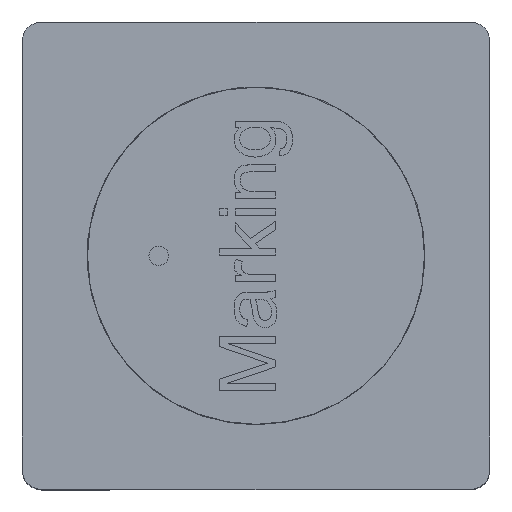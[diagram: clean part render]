
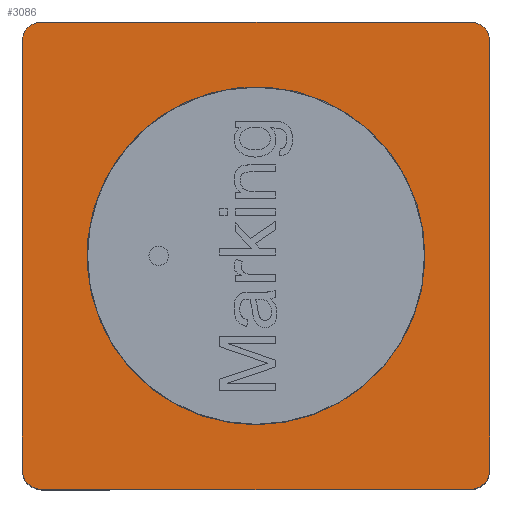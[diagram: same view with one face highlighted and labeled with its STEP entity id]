
A CAD part, top view. The second image highlights one B-rep face of the part: STEP entity #3086.
In plain terms, the highlighted planar face has unit normal (0, 0, 1).
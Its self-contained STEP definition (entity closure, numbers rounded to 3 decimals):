
#52=LINE('',#4666,#284);
#53=LINE('',#4668,#285);
#58=LINE('',#4678,#290);
#59=LINE('',#4683,#291);
#284=VECTOR('',#3438,1000.);
#285=VECTOR('',#3441,1000.);
#290=VECTOR('',#3448,1000.);
#291=VECTOR('',#3455,1000.);
#515=PLANE('',#3238);
#676=ORIENTED_EDGE('',*,*,#1266,.T.);
#677=ORIENTED_EDGE('',*,*,#1273,.T.);
#678=ORIENTED_EDGE('',*,*,#1267,.T.);
#679=ORIENTED_EDGE('',*,*,#1274,.T.);
#680=ORIENTED_EDGE('',*,*,#1275,.T.);
#681=ORIENTED_EDGE('',*,*,#1260,.T.);
#682=ORIENTED_EDGE('',*,*,#1272,.T.);
#683=ORIENTED_EDGE('',*,*,#1256,.T.);
#684=ORIENTED_EDGE('',*,*,#1276,.T.);
#1256=EDGE_CURVE('',#1558,#1560,#1762,.T.);
#1260=EDGE_CURVE('',#1562,#1564,#1764,.T.);
#1266=EDGE_CURVE('',#1560,#1568,#52,.T.);
#1267=EDGE_CURVE('',#1569,#1570,#53,.T.);
#1272=EDGE_CURVE('',#1564,#1558,#58,.T.);
#1273=EDGE_CURVE('',#1568,#1569,#1765,.T.);
#1274=EDGE_CURVE('',#1570,#1573,#1766,.T.);
#1275=EDGE_CURVE('',#1573,#1562,#59,.T.);
#1276=EDGE_CURVE('',#1574,#1574,#1767,.T.);
#1558=VERTEX_POINT('',#4641);
#1560=VERTEX_POINT('',#4645);
#1562=VERTEX_POINT('',#4650);
#1564=VERTEX_POINT('',#4654);
#1568=VERTEX_POINT('',#4665);
#1569=VERTEX_POINT('',#4669);
#1570=VERTEX_POINT('',#4670);
#1573=VERTEX_POINT('',#4682);
#1574=VERTEX_POINT('',#4685);
#1762=CIRCLE('',#3231,0.2);
#1764=CIRCLE('',#3234,0.2);
#1765=CIRCLE('',#3239,0.2);
#1766=CIRCLE('',#3240,0.2);
#1767=CIRCLE('',#3241,1.735);
#1817=EDGE_LOOP('',(#676,#677,#678,#679,#680,#681,#682,#683));
#1818=EDGE_LOOP('',(#684));
#1984=FACE_BOUND('',#1817,.T.);
#1985=FACE_BOUND('',#1818,.T.);
#3086=ADVANCED_FACE('',(#1984,#1985),#515,.T.);
#3231=AXIS2_PLACEMENT_3D('',#4646,#3421,#3422);
#3234=AXIS2_PLACEMENT_3D('',#4655,#3429,#3430);
#3238=AXIS2_PLACEMENT_3D('',#4679,#3449,#3450);
#3239=AXIS2_PLACEMENT_3D('',#4680,#3451,#3452);
#3240=AXIS2_PLACEMENT_3D('',#4681,#3453,#3454);
#3241=AXIS2_PLACEMENT_3D('',#4684,#3456,#3457);
#3421=DIRECTION('',(0.,0.,1.));
#3422=DIRECTION('',(1.,0.,0.));
#3429=DIRECTION('',(0.,0.,1.));
#3430=DIRECTION('',(1.,0.,0.));
#3438=DIRECTION('',(1.,0.,0.));
#3441=DIRECTION('',(0.,1.,0.));
#3448=DIRECTION('',(0.,-1.,0.));
#3449=DIRECTION('',(0.,0.,1.));
#3450=DIRECTION('',(1.,0.,0.));
#3451=DIRECTION('',(0.,0.,1.));
#3452=DIRECTION('',(1.,0.,0.));
#3453=DIRECTION('',(0.,0.,1.));
#3454=DIRECTION('',(1.,0.,0.));
#3455=DIRECTION('',(-1.,0.,0.));
#3456=DIRECTION('',(0.,0.,-1.));
#3457=DIRECTION('',(0.,1.,0.));
#4641=CARTESIAN_POINT('',(-2.4,-2.2,0.));
#4645=CARTESIAN_POINT('',(-2.2,-2.4,0.));
#4646=CARTESIAN_POINT('',(-2.2,-2.2,0.));
#4650=CARTESIAN_POINT('',(-2.2,2.4,0.));
#4654=CARTESIAN_POINT('',(-2.4,2.2,0.));
#4655=CARTESIAN_POINT('',(-2.2,2.2,0.));
#4665=CARTESIAN_POINT('',(2.2,-2.4,0.));
#4666=CARTESIAN_POINT('',(-2.4,-2.4,0.));
#4668=CARTESIAN_POINT('',(2.4,-2.4,0.));
#4669=CARTESIAN_POINT('',(2.4,-2.2,0.));
#4670=CARTESIAN_POINT('',(2.4,2.2,0.));
#4678=CARTESIAN_POINT('',(-2.4,2.4,0.));
#4679=CARTESIAN_POINT('',(-2.4,-2.4,0.));
#4680=CARTESIAN_POINT('',(2.2,-2.2,0.));
#4681=CARTESIAN_POINT('',(2.2,2.2,0.));
#4682=CARTESIAN_POINT('',(2.2,2.4,0.));
#4683=CARTESIAN_POINT('',(2.4,2.4,0.));
#4684=CARTESIAN_POINT('',(0.,0.,0.));
#4685=CARTESIAN_POINT('',(0.,1.735,0.));
